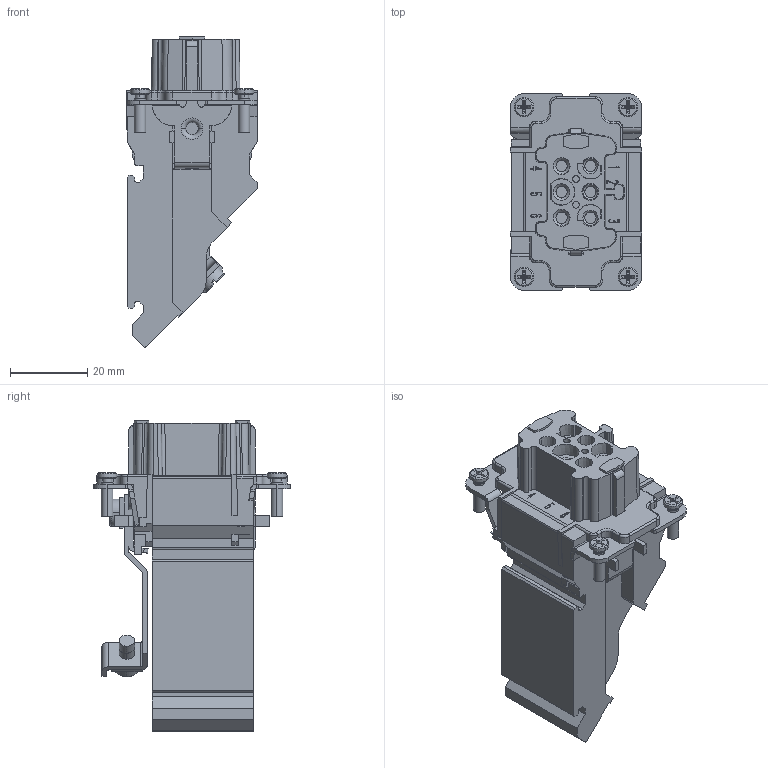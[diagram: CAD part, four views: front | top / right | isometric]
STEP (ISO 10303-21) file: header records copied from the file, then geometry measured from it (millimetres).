
FILE_DESCRIPTION((''),'2;1');
FILE_NAME('10-A','2017-09-08T',('tl.yang'),(''),'PRO/ENGINEER BY PARAMETRIC TECHNOLOGY CORPORATION, 2011500','PRO/ENGINEER BY PARAMETRIC TECHNOLOGY CORPORATION, 2011500','');
FILE_SCHEMA(('CONFIG_CONTROL_DESIGN'));
Length unit declared in the file: millimetre
Products named in the file (1): 10-A
Bounding box: 34 x 51 x 80.45 mm (x, y, z)
Volume: 50214.4 mm3; surface area: 18160.9 mm2
Topology: 1 solids, 2 shells, 1334 faces, 3825 edges, 2541 vertices
Faces by surface type: plane 1001, cylinder 240, cone 40, bspline 32, torus 21
Entity records: 44654 total; most frequent: CARTESIAN_POINT 9553, ORIENTED_EDGE 7650, DIRECTION 6773, EDGE_CURVE 3825, VECTOR 3097, LINE 3097, VERTEX_POINT 2541, AXIS2_PLACEMENT_3D 1838
